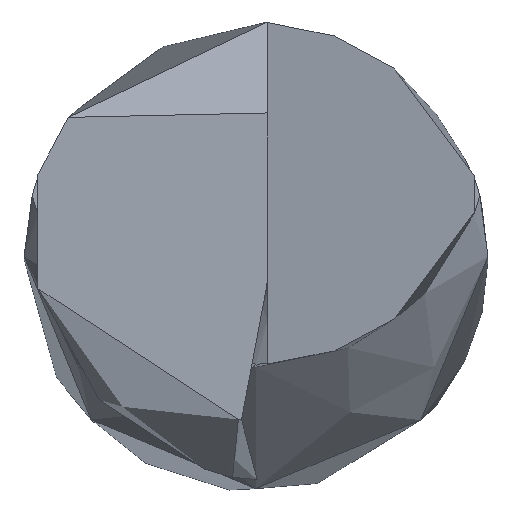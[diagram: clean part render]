
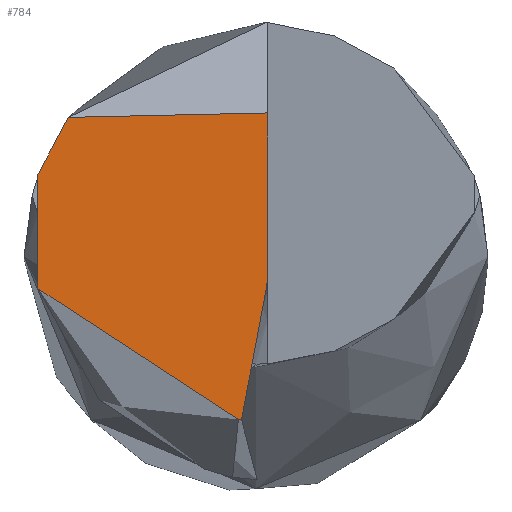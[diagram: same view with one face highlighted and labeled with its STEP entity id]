
A CAD part, top view. The second image highlights one B-rep face of the part: STEP entity #784.
In plain terms, the highlighted planar face has unit normal (-0.052, 0.017, 0.999).
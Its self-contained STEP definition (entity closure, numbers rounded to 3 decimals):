
#13 = EDGE_CURVE ( 'NONE', #1024, #276, #1088, .T. ) ;
#47 = VERTEX_POINT ( 'NONE', #557 ) ;
#74 = VERTEX_POINT ( 'NONE', #563 ) ;
#80 = CARTESIAN_POINT ( 'NONE',  ( -0.616, -1.3, -0.044 ) ) ;
#82 = CARTESIAN_POINT ( 'NONE',  ( -0.133, -1.434, -0.017 ) ) ;
#88 = CARTESIAN_POINT ( 'NONE',  ( -1.88, -0.302, -0.128 ) ) ;
#91 = VECTOR ( 'NONE', #150, 1000. ) ;
#97 = CARTESIAN_POINT ( 'NONE',  ( -1.527, -0.748, -0.102 ) ) ;
#150 = DIRECTION ( 'NONE',  ( 0., 1., -0.017 ) ) ;
#177 = CARTESIAN_POINT ( 'NONE',  ( -0.151, -1.432, -0.017 ) ) ;
#180 = CARTESIAN_POINT ( 'NONE',  ( -0.888, -1.19, -0.06 ) ) ;
#184 = ORIENTED_EDGE ( 'NONE', *, *, #279, .T. ) ;
#190 = CARTESIAN_POINT ( 'NONE',  ( 0.1, -0.001, -0.029 ) ) ;
#196 = CARTESIAN_POINT ( 'NONE',  ( -1.443, -0.828, -0.096 ) ) ;
#201 = LINE ( 'NONE', #1141, #91 ) ;
#213 = PLANE ( 'NONE',  #1006 ) ;
#270 = CARTESIAN_POINT ( 'NONE',  ( -0.152, -1.432, -0.018 ) ) ;
#276 = VERTEX_POINT ( 'NONE', #981 ) ;
#278 = CARTESIAN_POINT ( 'NONE',  ( -1.207, -1.008, -0.08 ) ) ;
#279 = EDGE_CURVE ( 'NONE', #74, #1219, #1286, .T. ) ;
#283 = CARTESIAN_POINT ( 'NONE',  ( -1.829, -0.387, -0.124 ) ) ;
#294 = CARTESIAN_POINT ( 'NONE',  ( -1.108, -1.07, -0.074 ) ) ;
#325 = CARTESIAN_POINT ( 'NONE',  ( -0.474, -1.35, -0.036 ) ) ;
#332 = CARTESIAN_POINT ( 'NONE',  ( -1.816, 0.858, -0.145 ) ) ;
#362 = CARTESIAN_POINT ( 'NONE',  ( -0.142, -1.433, -0.017 ) ) ;
#364 = VERTEX_POINT ( 'NONE', #1253 ) ;
#371 = CARTESIAN_POINT ( 'NONE',  ( -0.151, -1.432, -0.017 ) ) ;
#417 = EDGE_LOOP ( 'NONE', ( #911, #537, #1209, #468, #184, #895, #801 ) ) ;
#437 = CARTESIAN_POINT ( 'NONE',  ( 0.092, 1.212, -0.051 ) ) ;
#445 = EDGE_CURVE ( 'NONE', #364, #74, #1263, .T. ) ;
#465 = CARTESIAN_POINT ( 'NONE',  ( -0.751, -1.249, -0.052 ) ) ;
#468 = ORIENTED_EDGE ( 'NONE', *, *, #445, .T. ) ;
#472 = CARTESIAN_POINT ( 'NONE',  ( -0.125, -1.434, -0.016 ) ) ;
#479 = CARTESIAN_POINT ( 'NONE',  ( -1.631, -0.641, -0.109 ) ) ;
#513 = DIRECTION ( 'NONE',  ( 0.052, -0.017, -0.998 ) ) ;
#532 = CARTESIAN_POINT ( 'NONE',  ( -1.88, 0.683, -0.145 ) ) ;
#537 = ORIENTED_EDGE ( 'NONE', *, *, #13, .T. ) ;
#556 = DIRECTION ( 'NONE',  ( 0.998, 0.022, 0.052 ) ) ;
#557 = CARTESIAN_POINT ( 'NONE',  ( -1.88, 0.683, -0.145 ) ) ;
#563 = CARTESIAN_POINT ( 'NONE',  ( 0.1, -0.24, -0.025 ) ) ;
#571 = CARTESIAN_POINT ( 'NONE',  ( 0.1, -0.24, -0.025 ) ) ;
#572 = CARTESIAN_POINT ( 'NONE',  ( -0.68, -1.276, -0.048 ) ) ;
#592 = CARTESIAN_POINT ( 'NONE',  ( -1.138, -1.051, -0.076 ) ) ;
#604 = VERTEX_POINT ( 'NONE', #897 ) ;
#631 = CARTESIAN_POINT ( 'NONE',  ( -1.619, 1.174, -0.14 ) ) ;
#660 = CARTESIAN_POINT ( 'NONE',  ( -1.88, -0.302, -0.128 ) ) ;
#671 = CARTESIAN_POINT ( 'NONE',  ( -0.628, -1.295, -0.045 ) ) ;
#672 = CARTESIAN_POINT ( 'NONE',  ( -0.15, -1.432, -0.017 ) ) ;
#687 = CARTESIAN_POINT ( 'NONE',  ( -1.545, -0.731, -0.103 ) ) ;
#774 = CARTESIAN_POINT ( 'NONE',  ( -1.517, -0.758, -0.101 ) ) ;
#784 = ADVANCED_FACE ( 'NONE', ( #1022 ), #213, .F. ) ;
#801 = ORIENTED_EDGE ( 'NONE', *, *, #869, .F. ) ;
#806 = DIRECTION ( 'NONE',  ( -0.999, 0., -0.052 ) ) ;
#812 = VECTOR ( 'NONE', #1086, 1000. ) ;
#869 = EDGE_CURVE ( 'NONE', #47, #604, #999, .T. ) ;
#870 = CARTESIAN_POINT ( 'NONE',  ( -0.152, -1.432, -0.018 ) ) ;
#872 = VECTOR ( 'NONE', #556, 1000. ) ;
#874 = CARTESIAN_POINT ( 'NONE',  ( -0.176, -1.019, -0.026 ) ) ;
#887 = CARTESIAN_POINT ( 'NONE',  ( -1.077, -1.088, -0.072 ) ) ;
#895 = ORIENTED_EDGE ( 'NONE', *, *, #932, .F. ) ;
#897 = CARTESIAN_POINT ( 'NONE',  ( -1.619, 1.174, -0.14 ) ) ;
#911 = ORIENTED_EDGE ( 'NONE', *, *, #946, .F. ) ;
#932 = EDGE_CURVE ( 'NONE', #604, #1219, #1214, .T. ) ;
#946 = EDGE_CURVE ( 'NONE', #1024, #47, #201, .T. ) ;
#980 = CARTESIAN_POINT ( 'NONE',  ( -0.998, -1.134, -0.067 ) ) ;
#981 = CARTESIAN_POINT ( 'NONE',  ( -0.152, -1.432, -0.018 ) ) ;
#999 =( BOUNDED_CURVE ( )  B_SPLINE_CURVE ( 3, ( #532, #332, #1222, #631 ),
 .UNSPECIFIED., .F., .T. ) 
 B_SPLINE_CURVE_WITH_KNOTS ( ( 4, 4 ),
 ( 0.027, 0.306 ),
 .UNSPECIFIED. ) 
 CURVE ( )  GEOMETRIC_REPRESENTATION_ITEM ( )  RATIONAL_B_SPLINE_CURVE ( ( 1., 0.994, 0.994, 1. ) ) 
 REPRESENTATION_ITEM ( '' )  );
#1006 = AXIS2_PLACEMENT_3D ( 'NONE', #1108, #513, #806 ) ;
#1022 = FACE_OUTER_BOUND ( 'NONE', #417, .T. ) ;
#1024 = VERTEX_POINT ( 'NONE', #660 ) ;
#1038 = EDGE_CURVE ( 'NONE', #276, #364, #1287, .T. ) ;
#1043 = CARTESIAN_POINT ( 'NONE',  ( 0.1, 1.212, -0.05 ) ) ;
#1062 = CARTESIAN_POINT ( 'NONE',  ( -0.125, -1.434, -0.016 ) ) ;
#1077 = CARTESIAN_POINT ( 'NONE',  ( -1.339, -0.916, -0.089 ) ) ;
#1086 = DIRECTION ( 'NONE',  ( 0., 1., -0.017 ) ) ;
#1088 = B_SPLINE_CURVE_WITH_KNOTS ( 'NONE', 3,
 ( #88, #283, #1158, #479, #1279, #687, #97, #774, #196, #1077, #278, #592, #294, #1177, #887, #980, #180, #465, #572, #1264, #671, #80, #325, #1147, #270 ),
 .UNSPECIFIED., .F., .F.,
 ( 4, 1, 1, 1, 2, 2, 1, 1, 1, 2, 2, 1, 1, 1, 2, 2, 4 ),
 ( 0., 0.125, 0.187, 0.219, 0.234, 0.25, 0.375, 0.437, 0.469, 0.484, 0.5, 0.625, 0.687, 0.719, 0.734, 0.75, 1. ),
 .UNSPECIFIED. ) ;
#1108 = CARTESIAN_POINT ( 'NONE',  ( 0.01, -7.999, 0.106 ) ) ;
#1141 = CARTESIAN_POINT ( 'NONE',  ( -1.88, -8.001, 0.007 ) ) ;
#1147 = CARTESIAN_POINT ( 'NONE',  ( -0.322, -1.393, -0.027 ) ) ;
#1158 = CARTESIAN_POINT ( 'NONE',  ( -1.745, -0.509, -0.117 ) ) ;
#1177 = CARTESIAN_POINT ( 'NONE',  ( -1.088, -1.082, -0.073 ) ) ;
#1209 = ORIENTED_EDGE ( 'NONE', *, *, #1038, .T. ) ;
#1214 = LINE ( 'NONE', #437, #872 ) ;
#1219 = VERTEX_POINT ( 'NONE', #1043 ) ;
#1222 = CARTESIAN_POINT ( 'NONE',  ( -1.729, 1.023, -0.143 ) ) ;
#1253 = CARTESIAN_POINT ( 'NONE',  ( -0.125, -1.434, -0.016 ) ) ;
#1263 =( BOUNDED_CURVE ( )  B_SPLINE_CURVE ( 3, ( #472, #874, #1278, #571 ),
 .UNSPECIFIED., .F., .F. ) 
 B_SPLINE_CURVE_WITH_KNOTS ( ( 4, 4 ),
 ( 2.698, 3.315 ),
 .UNSPECIFIED. ) 
 CURVE ( )  GEOMETRIC_REPRESENTATION_ITEM ( )  RATIONAL_B_SPLINE_CURVE ( ( 1., 0.968, 0.968, 1. ) ) 
 REPRESENTATION_ITEM ( '' )  );
#1264 = CARTESIAN_POINT ( 'NONE',  ( -0.649, -1.288, -0.046 ) ) ;
#1278 = CARTESIAN_POINT ( 'NONE',  ( -0.099, -0.608, -0.029 ) ) ;
#1279 = CARTESIAN_POINT ( 'NONE',  ( -1.571, -0.704, -0.105 ) ) ;
#1286 = LINE ( 'NONE', #190, #812 ) ;
#1287 = B_SPLINE_CURVE_WITH_KNOTS ( 'NONE', 3,
 ( #870, #177, #371, #672, #362, #82, #1062 ),
 .UNSPECIFIED., .F., .F.,
 ( 4, 3, 4 ),
 ( 0.001, 0.001, 0.001 ),
 .UNSPECIFIED. ) ;
